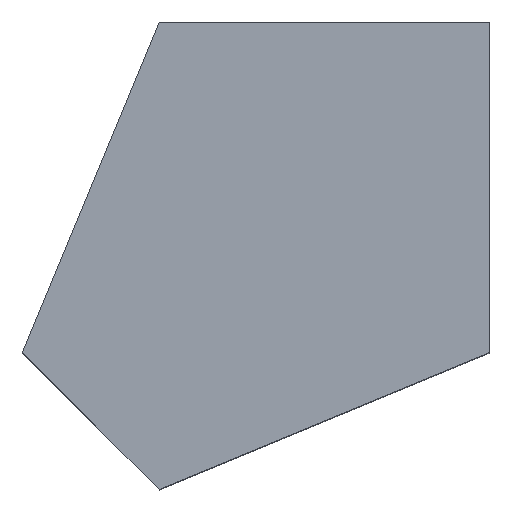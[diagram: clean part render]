
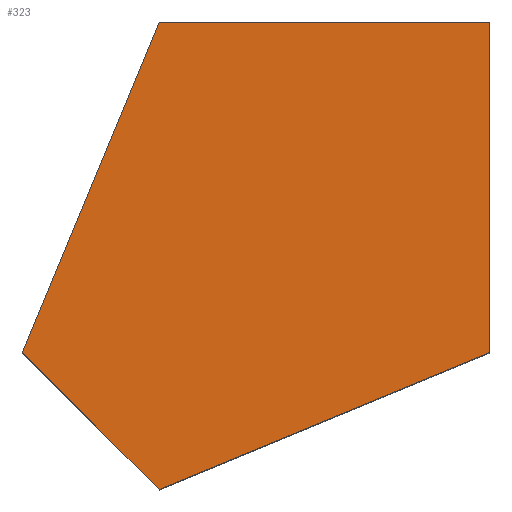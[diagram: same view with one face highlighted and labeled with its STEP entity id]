
A CAD part, top view. The second image highlights one B-rep face of the part: STEP entity #323.
In plain terms, the highlighted planar face has unit normal (0, 0, 1).
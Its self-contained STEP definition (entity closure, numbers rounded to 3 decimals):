
#2 = LINE ( 'NONE', #240, #49 ) ;
#7 = LINE ( 'NONE', #104, #68 ) ;
#10 = CARTESIAN_POINT ( 'NONE',  ( -13.374, -26.179, 30. ) ) ;
#26 = VERTEX_POINT ( 'NONE', #28 ) ;
#28 = CARTESIAN_POINT ( 'NONE',  ( -25.801, -13.751, 30. ) ) ;
#31 = EDGE_LOOP ( 'NONE', ( #50, #155, #124, #311, #125 ) ) ;
#37 = LINE ( 'NONE', #165, #319 ) ;
#38 = DIRECTION ( 'NONE',  ( 0., 0., 1. ) ) ;
#40 = VERTEX_POINT ( 'NONE', #10 ) ;
#49 = VECTOR ( 'NONE', #79, 1000. ) ;
#50 = ORIENTED_EDGE ( 'NONE', *, *, #331, .T. ) ;
#55 = DIRECTION ( 'NONE',  ( 0.707, -0.707, 0. ) ) ;
#57 = DIRECTION ( 'NONE',  ( 0., 1., 0. ) ) ;
#58 = PLANE ( 'NONE',  #316 ) ;
#68 = VECTOR ( 'NONE', #57, 1000. ) ;
#79 = DIRECTION ( 'NONE',  ( -1., 0., 0. ) ) ;
#89 = FACE_OUTER_BOUND ( 'NONE', #31, .T. ) ;
#104 = CARTESIAN_POINT ( 'NONE',  ( 16.625, -13.753, 30. ) ) ;
#117 = LINE ( 'NONE', #143, #330 ) ;
#124 = ORIENTED_EDGE ( 'NONE', *, *, #212, .T. ) ;
#125 = ORIENTED_EDGE ( 'NONE', *, *, #135, .T. ) ;
#133 = CARTESIAN_POINT ( 'NONE',  ( 16.625, 16.247, 30. ) ) ;
#135 = EDGE_CURVE ( 'NONE', #26, #40, #230, .T. ) ;
#143 = CARTESIAN_POINT ( 'NONE',  ( -13.374, -26.179, 30. ) ) ;
#149 = DIRECTION ( 'NONE',  ( 0.924, 0.383, 0. ) ) ;
#155 = ORIENTED_EDGE ( 'NONE', *, *, #177, .T. ) ;
#165 = CARTESIAN_POINT ( 'NONE',  ( -13.375, 16.247, 30. ) ) ;
#177 = EDGE_CURVE ( 'NONE', #258, #222, #7, .T. ) ;
#183 = CARTESIAN_POINT ( 'NONE',  ( -13.374, -26.179, 30. ) ) ;
#188 = CARTESIAN_POINT ( 'NONE',  ( 0., 0., 30. ) ) ;
#190 = VECTOR ( 'NONE', #55, 1000. ) ;
#212 = EDGE_CURVE ( 'NONE', #222, #328, #2, .T. ) ;
#222 = VERTEX_POINT ( 'NONE', #133 ) ;
#230 = LINE ( 'NONE', #183, #190 ) ;
#240 = CARTESIAN_POINT ( 'NONE',  ( 16.625, 16.247, 30. ) ) ;
#249 = CARTESIAN_POINT ( 'NONE',  ( 16.625, -13.753, 30. ) ) ;
#258 = VERTEX_POINT ( 'NONE', #249 ) ;
#278 = DIRECTION ( 'NONE',  ( -0.383, -0.924, 0. ) ) ;
#292 = EDGE_CURVE ( 'NONE', #328, #26, #37, .T. ) ;
#306 = CARTESIAN_POINT ( 'NONE',  ( -13.375, 16.247, 30. ) ) ;
#311 = ORIENTED_EDGE ( 'NONE', *, *, #292, .T. ) ;
#316 = AXIS2_PLACEMENT_3D ( 'NONE', #188, #38, #340 ) ;
#319 = VECTOR ( 'NONE', #278, 1000. ) ;
#323 = ADVANCED_FACE ( 'NONE', ( #89 ), #58, .T. ) ;
#328 = VERTEX_POINT ( 'NONE', #306 ) ;
#330 = VECTOR ( 'NONE', #149, 1000. ) ;
#331 = EDGE_CURVE ( 'NONE', #40, #258, #117, .T. ) ;
#340 = DIRECTION ( 'NONE',  ( 1., 0., 0. ) ) ;
